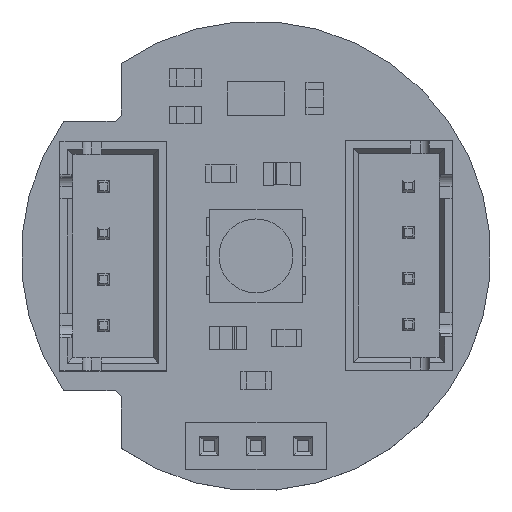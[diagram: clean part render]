
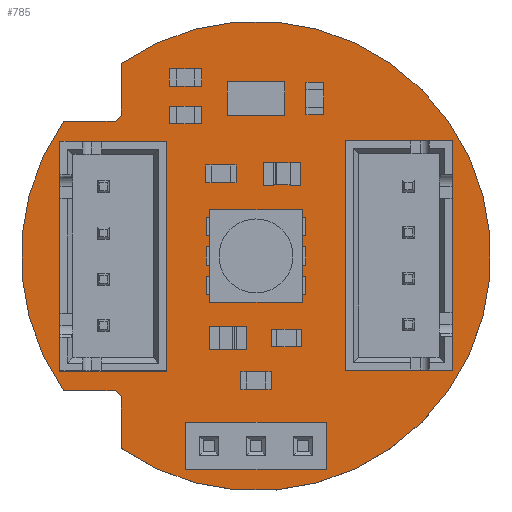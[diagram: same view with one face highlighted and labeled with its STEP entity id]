
A CAD part, top view. The second image highlights one B-rep face of the part: STEP entity #785.
In plain terms, the highlighted planar face has unit normal (0, 0, 1).
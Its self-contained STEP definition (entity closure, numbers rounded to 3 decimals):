
#128 = VERTEX_POINT('',#129);
#129 = CARTESIAN_POINT('',(14.997,18.116,1.661));
#135 = EDGE_CURVE('',#128,#136,#138,.T.);
#136 = VERTEX_POINT('',#137);
#137 = CARTESIAN_POINT('',(17.78,18.116,1.661));
#138 = LINE('',#139,#140);
#139 = CARTESIAN_POINT('',(14.997,18.116,1.661));
#140 = VECTOR('',#141,1.);
#141 = DIRECTION('',(1.,0.,0.));
#166 = EDGE_CURVE('',#136,#167,#169,.T.);
#167 = VERTEX_POINT('',#168);
#168 = CARTESIAN_POINT('',(18.116,17.78,1.661));
#169 = LINE('',#170,#171);
#170 = CARTESIAN_POINT('',(17.78,18.116,1.661));
#171 = VECTOR('',#172,1.);
#172 = DIRECTION('',(0.707,-0.707,0.));
#197 = EDGE_CURVE('',#167,#198,#200,.T.);
#198 = VERTEX_POINT('',#199);
#199 = CARTESIAN_POINT('',(18.116,14.997,1.661));
#200 = LINE('',#201,#202);
#201 = CARTESIAN_POINT('',(18.116,17.78,1.661));
#202 = VECTOR('',#203,1.);
#203 = DIRECTION('',(0.,-1.,0.));
#228 = EDGE_CURVE('',#198,#229,#231,.T.);
#229 = VERTEX_POINT('',#230);
#230 = CARTESIAN_POINT('',(18.116,35.803,1.661));
#231 = CIRCLE('',#232,12.7);
#232 = AXIS2_PLACEMENT_3D('',#233,#234,#235);
#233 = CARTESIAN_POINT('',(25.4,25.4,1.661));
#234 = DIRECTION('',(0.,0.,1.));
#235 = DIRECTION('',(-0.574,-0.819,0.));
#261 = EDGE_CURVE('',#229,#262,#264,.T.);
#262 = VERTEX_POINT('',#263);
#263 = CARTESIAN_POINT('',(18.116,33.02,1.661));
#264 = LINE('',#265,#266);
#265 = CARTESIAN_POINT('',(18.116,35.803,1.661));
#266 = VECTOR('',#267,1.);
#267 = DIRECTION('',(0.,-1.,0.));
#292 = EDGE_CURVE('',#262,#293,#295,.T.);
#293 = VERTEX_POINT('',#294);
#294 = CARTESIAN_POINT('',(17.78,32.684,1.661));
#295 = LINE('',#296,#297);
#296 = CARTESIAN_POINT('',(18.116,33.02,1.661));
#297 = VECTOR('',#298,1.);
#298 = DIRECTION('',(-0.707,-0.707,0.));
#323 = EDGE_CURVE('',#293,#324,#326,.T.);
#324 = VERTEX_POINT('',#325);
#325 = CARTESIAN_POINT('',(14.997,32.684,1.661));
#326 = LINE('',#327,#328);
#327 = CARTESIAN_POINT('',(17.78,32.684,1.661));
#328 = VECTOR('',#329,1.);
#329 = DIRECTION('',(-1.,0.,0.));
#354 = EDGE_CURVE('',#324,#128,#355,.T.);
#355 = CIRCLE('',#356,12.698);
#356 = AXIS2_PLACEMENT_3D('',#357,#358,#359);
#357 = CARTESIAN_POINT('',(25.398,25.4,1.661));
#358 = DIRECTION('',(0.,0.,1.));
#359 = DIRECTION('',(-0.819,0.574,0.));
#380 = VERTEX_POINT('',#381);
#381 = CARTESIAN_POINT('',(17.675,21.63,1.661));
#387 = EDGE_CURVE('',#380,#380,#388,.T.);
#388 = CIRCLE('',#389,0.53);
#389 = AXIS2_PLACEMENT_3D('',#390,#391,#392);
#390 = CARTESIAN_POINT('',(17.145,21.63,1.661));
#391 = DIRECTION('',(0.,0.,1.));
#392 = DIRECTION('',(1.,0.,0.));
#413 = VERTEX_POINT('',#414);
#414 = CARTESIAN_POINT('',(23.39,15.113,1.661));
#420 = EDGE_CURVE('',#413,#413,#421,.T.);
#421 = CIRCLE('',#422,0.53);
#422 = AXIS2_PLACEMENT_3D('',#423,#424,#425);
#423 = CARTESIAN_POINT('',(22.86,15.113,1.661));
#424 = DIRECTION('',(0.,0.,1.));
#425 = DIRECTION('',(1.,0.,0.));
#446 = VERTEX_POINT('',#447);
#447 = CARTESIAN_POINT('',(17.675,29.13,1.661));
#453 = EDGE_CURVE('',#446,#446,#454,.T.);
#454 = CIRCLE('',#455,0.53);
#455 = AXIS2_PLACEMENT_3D('',#456,#457,#458);
#456 = CARTESIAN_POINT('',(17.145,29.13,1.661));
#457 = DIRECTION('',(0.,0.,1.));
#458 = DIRECTION('',(1.,0.,0.));
#479 = VERTEX_POINT('',#480);
#480 = CARTESIAN_POINT('',(17.675,24.13,1.661));
#486 = EDGE_CURVE('',#479,#479,#487,.T.);
#487 = CIRCLE('',#488,0.53);
#488 = AXIS2_PLACEMENT_3D('',#489,#490,#491);
#489 = CARTESIAN_POINT('',(17.145,24.13,1.661));
#490 = DIRECTION('',(0.,0.,1.));
#491 = DIRECTION('',(1.,0.,0.));
#512 = VERTEX_POINT('',#513);
#513 = CARTESIAN_POINT('',(17.675,26.63,1.661));
#519 = EDGE_CURVE('',#512,#512,#520,.T.);
#520 = CIRCLE('',#521,0.53);
#521 = AXIS2_PLACEMENT_3D('',#522,#523,#524);
#522 = CARTESIAN_POINT('',(17.145,26.63,1.661));
#523 = DIRECTION('',(0.,0.,1.));
#524 = DIRECTION('',(1.,0.,0.));
#545 = VERTEX_POINT('',#546);
#546 = CARTESIAN_POINT('',(25.93,15.113,1.661));
#552 = EDGE_CURVE('',#545,#545,#553,.T.);
#553 = CIRCLE('',#554,0.53);
#554 = AXIS2_PLACEMENT_3D('',#555,#556,#557);
#555 = CARTESIAN_POINT('',(25.4,15.113,1.661));
#556 = DIRECTION('',(0.,0.,1.));
#557 = DIRECTION('',(1.,0.,0.));
#578 = VERTEX_POINT('',#579);
#579 = CARTESIAN_POINT('',(28.47,15.113,1.661));
#585 = EDGE_CURVE('',#578,#578,#586,.T.);
#586 = CIRCLE('',#587,0.53);
#587 = AXIS2_PLACEMENT_3D('',#588,#589,#590);
#588 = CARTESIAN_POINT('',(27.94,15.113,1.661));
#589 = DIRECTION('',(0.,0.,1.));
#590 = DIRECTION('',(1.,0.,0.));
#611 = VERTEX_POINT('',#612);
#612 = CARTESIAN_POINT('',(34.185,21.67,1.661));
#618 = EDGE_CURVE('',#611,#611,#619,.T.);
#619 = CIRCLE('',#620,0.53);
#620 = AXIS2_PLACEMENT_3D('',#621,#622,#623);
#621 = CARTESIAN_POINT('',(33.655,21.67,1.661));
#622 = DIRECTION('',(0.,0.,1.));
#623 = DIRECTION('',(1.,0.,0.));
#644 = VERTEX_POINT('',#645);
#645 = CARTESIAN_POINT('',(34.185,29.17,1.661));
#651 = EDGE_CURVE('',#644,#644,#652,.T.);
#652 = CIRCLE('',#653,0.53);
#653 = AXIS2_PLACEMENT_3D('',#654,#655,#656);
#654 = CARTESIAN_POINT('',(33.655,29.17,1.661));
#655 = DIRECTION('',(0.,0.,1.));
#656 = DIRECTION('',(1.,0.,0.));
#677 = VERTEX_POINT('',#678);
#678 = CARTESIAN_POINT('',(34.185,24.17,1.661));
#684 = EDGE_CURVE('',#677,#677,#685,.T.);
#685 = CIRCLE('',#686,0.53);
#686 = AXIS2_PLACEMENT_3D('',#687,#688,#689);
#687 = CARTESIAN_POINT('',(33.655,24.17,1.661));
#688 = DIRECTION('',(0.,0.,1.));
#689 = DIRECTION('',(1.,0.,0.));
#710 = VERTEX_POINT('',#711);
#711 = CARTESIAN_POINT('',(34.185,26.67,1.661));
#717 = EDGE_CURVE('',#710,#710,#718,.T.);
#718 = CIRCLE('',#719,0.53);
#719 = AXIS2_PLACEMENT_3D('',#720,#721,#722);
#720 = CARTESIAN_POINT('',(33.655,26.67,1.661));
#721 = DIRECTION('',(0.,0.,1.));
#722 = DIRECTION('',(1.,0.,0.));
#785 = ADVANCED_FACE('',(#786,#796,#799,#802,#805,#808,#811,#814,#817,
    #820,#823,#826),#829,.T.);
#786 = FACE_BOUND('',#787,.T.);
#787 = EDGE_LOOP('',(#788,#789,#790,#791,#792,#793,#794,#795));
#788 = ORIENTED_EDGE('',*,*,#135,.T.);
#789 = ORIENTED_EDGE('',*,*,#166,.T.);
#790 = ORIENTED_EDGE('',*,*,#197,.T.);
#791 = ORIENTED_EDGE('',*,*,#228,.T.);
#792 = ORIENTED_EDGE('',*,*,#261,.T.);
#793 = ORIENTED_EDGE('',*,*,#292,.T.);
#794 = ORIENTED_EDGE('',*,*,#323,.T.);
#795 = ORIENTED_EDGE('',*,*,#354,.T.);
#796 = FACE_BOUND('',#797,.T.);
#797 = EDGE_LOOP('',(#798));
#798 = ORIENTED_EDGE('',*,*,#387,.F.);
#799 = FACE_BOUND('',#800,.T.);
#800 = EDGE_LOOP('',(#801));
#801 = ORIENTED_EDGE('',*,*,#420,.F.);
#802 = FACE_BOUND('',#803,.T.);
#803 = EDGE_LOOP('',(#804));
#804 = ORIENTED_EDGE('',*,*,#453,.F.);
#805 = FACE_BOUND('',#806,.T.);
#806 = EDGE_LOOP('',(#807));
#807 = ORIENTED_EDGE('',*,*,#486,.F.);
#808 = FACE_BOUND('',#809,.T.);
#809 = EDGE_LOOP('',(#810));
#810 = ORIENTED_EDGE('',*,*,#519,.F.);
#811 = FACE_BOUND('',#812,.T.);
#812 = EDGE_LOOP('',(#813));
#813 = ORIENTED_EDGE('',*,*,#552,.F.);
#814 = FACE_BOUND('',#815,.T.);
#815 = EDGE_LOOP('',(#816));
#816 = ORIENTED_EDGE('',*,*,#585,.F.);
#817 = FACE_BOUND('',#818,.T.);
#818 = EDGE_LOOP('',(#819));
#819 = ORIENTED_EDGE('',*,*,#618,.F.);
#820 = FACE_BOUND('',#821,.T.);
#821 = EDGE_LOOP('',(#822));
#822 = ORIENTED_EDGE('',*,*,#651,.F.);
#823 = FACE_BOUND('',#824,.T.);
#824 = EDGE_LOOP('',(#825));
#825 = ORIENTED_EDGE('',*,*,#684,.F.);
#826 = FACE_BOUND('',#827,.T.);
#827 = EDGE_LOOP('',(#828));
#828 = ORIENTED_EDGE('',*,*,#717,.F.);
#829 = PLANE('',#830);
#830 = AXIS2_PLACEMENT_3D('',#831,#832,#833);
#831 = CARTESIAN_POINT('',(14.997,18.116,1.661));
#832 = DIRECTION('',(0.,0.,1.));
#833 = DIRECTION('',(1.,0.,0.));
